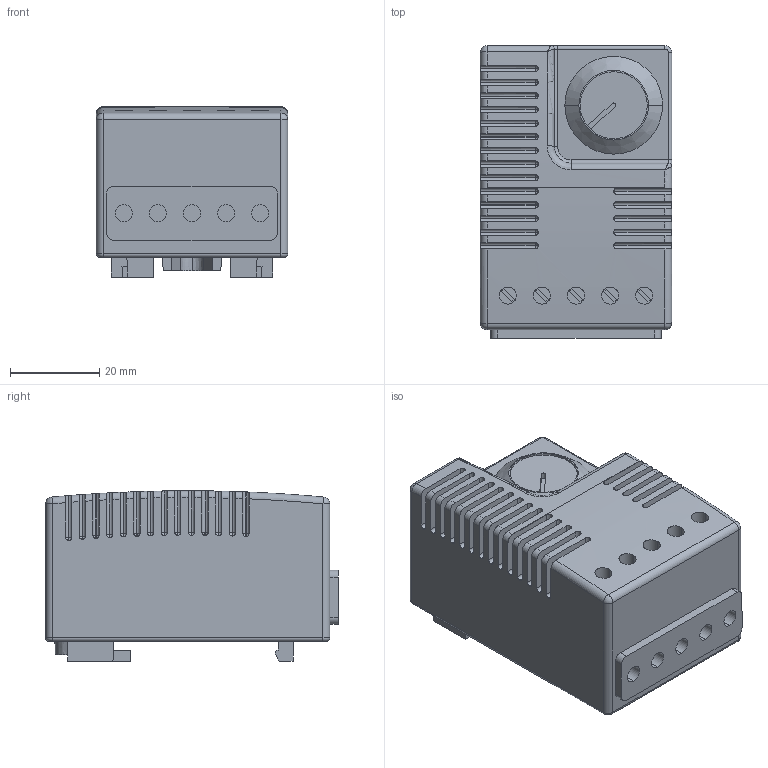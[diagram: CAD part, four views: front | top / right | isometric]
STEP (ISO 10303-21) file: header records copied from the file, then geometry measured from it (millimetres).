
FILE_DESCRIPTION (( 'STEP AP214' ), '1' );
FILE_NAME ('012459-00.STEP', '2014-06-25T16:00:48', ( '' ), ( '' ), 'SwSTEP 2.0', 'SolidWorks 2013', '' );
FILE_SCHEMA (( 'AUTOMOTIVE_DESIGN' ));
Length unit declared in the file: inch
Products named in the file (1): 012459-00
Bounding box: 42.8 x 65.41 x 38.1 mm (x, y, z)
Volume: 82258.1 mm3; surface area: 18881.5 mm2
Topology: 1 solids, 1 shells, 392 faces, 1000 edges, 601 vertices
Faces by surface type: plane 154, cylinder 138, sphere 45, torus 44, cone 6, bspline 5
Entity records: 17318 total; most frequent: CARTESIAN_POINT 3412, DIRECTION 2009, ORIENTED_EDGE 1934, EDGE_CURVE 967, AXIS2_PLACEMENT_3D 760, VERTEX_POINT 601, VECTOR 489, LINE 489
